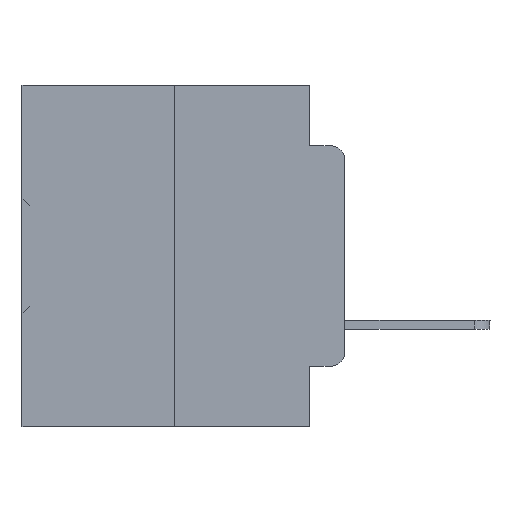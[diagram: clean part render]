
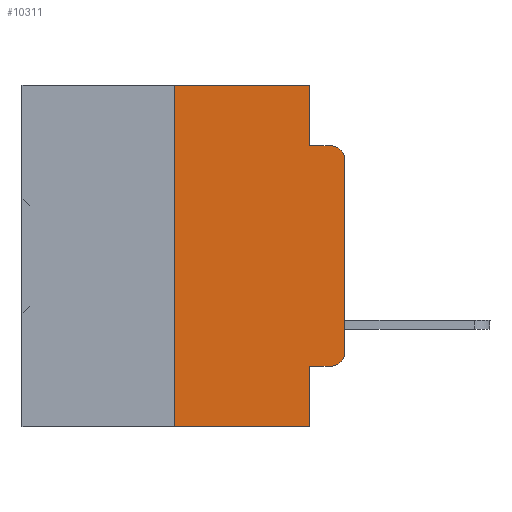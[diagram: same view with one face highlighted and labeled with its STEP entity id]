
A CAD part, left-side view. The second image highlights one B-rep face of the part: STEP entity #10311.
In plain terms, the highlighted planar face has unit normal (-1, 0, 0).
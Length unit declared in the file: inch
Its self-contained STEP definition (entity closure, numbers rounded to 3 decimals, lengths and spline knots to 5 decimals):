
#108 = CARTESIAN_POINT ( 'NONE',  ( 0., 0.473, -0.5 ) ) ;
#829 = CARTESIAN_POINT ( 'NONE',  ( 0., 0.051, 0. ) ) ;
#3394 = LINE ( 'NONE', #34883, #30813 ) ;
#3922 = EDGE_CURVE ( 'NONE', #4381, #25457, #26547, .T. ) ;
#4308 = CARTESIAN_POINT ( 'NONE',  ( 0., 0.051, 0. ) ) ;
#4381 = VERTEX_POINT ( 'NONE', #31990 ) ;
#4543 = EDGE_CURVE ( 'NONE', #22898, #15022, #24036, .T. ) ;
#4863 = LINE ( 'NONE', #24016, #8507 ) ;
#4882 = CARTESIAN_POINT ( 'NONE',  ( 0., 0.473, 0. ) ) ;
#5003 = DIRECTION ( 'NONE',  ( 0., 0., -1. ) ) ;
#5014 = CARTESIAN_POINT ( 'NONE',  ( 0., 0.473, 0. ) ) ;
#5134 = DIRECTION ( 'NONE',  ( 1., 0., 0. ) ) ;
#5476 = CARTESIAN_POINT ( 'NONE',  ( 0., 0.25, 0. ) ) ;
#5591 = ORIENTED_EDGE ( 'NONE', *, *, #23165, .T. ) ;
#6409 = EDGE_CURVE ( 'NONE', #8666, #9456, #12923, .T. ) ;
#8507 = VECTOR ( 'NONE', #35485, 39.37008 ) ;
#8666 = VERTEX_POINT ( 'NONE', #27919 ) ;
#8753 = VECTOR ( 'NONE', #21210, 39.37008 ) ;
#8823 = ORIENTED_EDGE ( 'NONE', *, *, #6409, .F. ) ;
#9456 = VERTEX_POINT ( 'NONE', #4308 ) ;
#9568 = ORIENTED_EDGE ( 'NONE', *, *, #16065, .F. ) ;
#10220 = VERTEX_POINT ( 'NONE', #31199 ) ;
#10311 = ADVANCED_FACE ( 'NONE', ( #14466 ), #31459, .F. ) ;
#12445 = DIRECTION ( 'NONE',  ( 0., 0., 1. ) ) ;
#12463 = AXIS2_PLACEMENT_3D ( 'NONE', #18530, #18657, #24525 ) ;
#12923 = LINE ( 'NONE', #5014, #30713 ) ;
#13239 = CARTESIAN_POINT ( 'NONE',  ( 0., 0.051, -0.0885 ) ) ;
#13352 = DIRECTION ( 'NONE',  ( 0., 0., -1. ) ) ;
#13967 = ORIENTED_EDGE ( 'NONE', *, *, #24093, .T. ) ;
#14092 = CARTESIAN_POINT ( 'NONE',  ( 0., 0.051, -0.0885 ) ) ;
#14288 = DIRECTION ( 'NONE',  ( 0., 0., 1. ) ) ;
#14466 = FACE_OUTER_BOUND ( 'NONE', #26349, .T. ) ;
#14737 = VECTOR ( 'NONE', #31964, 39.37008 ) ;
#15022 = VERTEX_POINT ( 'NONE', #35687 ) ;
#15407 = EDGE_CURVE ( 'NONE', #35601, #25457, #16088, .T. ) ;
#15897 = LINE ( 'NONE', #16428, #25019 ) ;
#15982 = ORIENTED_EDGE ( 'NONE', *, *, #15407, .F. ) ;
#16065 = EDGE_CURVE ( 'NONE', #24459, #8666, #19244, .T. ) ;
#16088 = LINE ( 'NONE', #14092, #14737 ) ;
#16196 = ORIENTED_EDGE ( 'NONE', *, *, #26557, .F. ) ;
#16428 = CARTESIAN_POINT ( 'NONE',  ( 0., 0.051, 0. ) ) ;
#17270 = DIRECTION ( 'NONE',  ( -1., 0., 0. ) ) ;
#17386 = DIRECTION ( 'NONE',  ( 0., 0., -1. ) ) ;
#18471 = EDGE_CURVE ( 'NONE', #9456, #35601, #26968, .T. ) ;
#18530 = CARTESIAN_POINT ( 'NONE',  ( 0., 0.02, -0.1085 ) ) ;
#18657 = DIRECTION ( 'NONE',  ( -1., 0., 0. ) ) ;
#19244 = LINE ( 'NONE', #5476, #35688 ) ;
#20073 = CARTESIAN_POINT ( 'NONE',  ( 0., 0.02, -0.3915 ) ) ;
#20991 = ORIENTED_EDGE ( 'NONE', *, *, #3922, .T. ) ;
#21210 = DIRECTION ( 'NONE',  ( 0., -1., 0. ) ) ;
#22775 = ORIENTED_EDGE ( 'NONE', *, *, #4543, .T. ) ;
#22898 = VERTEX_POINT ( 'NONE', #28481 ) ;
#23165 = EDGE_CURVE ( 'NONE', #10220, #22898, #4863, .T. ) ;
#23842 = AXIS2_PLACEMENT_3D ( 'NONE', #4882, #5134, #5003 ) ;
#24016 = CARTESIAN_POINT ( 'NONE',  ( 0., 0.051, -0.4115 ) ) ;
#24036 = CIRCLE ( 'NONE', #32496, 0.02 ) ;
#24093 = EDGE_CURVE ( 'NONE', #15022, #4381, #3394, .T. ) ;
#24459 = VERTEX_POINT ( 'NONE', #33964 ) ;
#24511 = CARTESIAN_POINT ( 'NONE',  ( 0., 0.02, -0.0885 ) ) ;
#24525 = DIRECTION ( 'NONE',  ( 0., 0., -1. ) ) ;
#24594 = DIRECTION ( 'NONE',  ( 0., 0., -1. ) ) ;
#24774 = LINE ( 'NONE', #108, #8753 ) ;
#24807 = ORIENTED_EDGE ( 'NONE', *, *, #36589, .T. ) ;
#25019 = VECTOR ( 'NONE', #13352, 39.37008 ) ;
#25457 = VERTEX_POINT ( 'NONE', #24511 ) ;
#25958 = CARTESIAN_POINT ( 'NONE',  ( 0., 0.051, -0.5 ) ) ;
#26044 = VECTOR ( 'NONE', #24594, 39.37008 ) ;
#26349 = EDGE_LOOP ( 'NONE', ( #13967, #20991, #15982, #27695, #8823, #9568, #24807, #16196, #5591, #22775 ) ) ;
#26547 = CIRCLE ( 'NONE', #12463, 0.02 ) ;
#26557 = EDGE_CURVE ( 'NONE', #10220, #30416, #15897, .T. ) ;
#26968 = LINE ( 'NONE', #829, #26044 ) ;
#27695 = ORIENTED_EDGE ( 'NONE', *, *, #18471, .F. ) ;
#27919 = CARTESIAN_POINT ( 'NONE',  ( 0., 0.25, 0. ) ) ;
#28481 = CARTESIAN_POINT ( 'NONE',  ( 0., 0.02, -0.4115 ) ) ;
#30416 = VERTEX_POINT ( 'NONE', #25958 ) ;
#30713 = VECTOR ( 'NONE', #31344, 39.37008 ) ;
#30813 = VECTOR ( 'NONE', #12445, 39.37008 ) ;
#31199 = CARTESIAN_POINT ( 'NONE',  ( 0., 0.051, -0.4115 ) ) ;
#31344 = DIRECTION ( 'NONE',  ( 0., -1., 0. ) ) ;
#31459 = PLANE ( 'NONE',  #23842 ) ;
#31964 = DIRECTION ( 'NONE',  ( 0., -1., 0. ) ) ;
#31990 = CARTESIAN_POINT ( 'NONE',  ( 0., 0., -0.1085 ) ) ;
#32496 = AXIS2_PLACEMENT_3D ( 'NONE', #20073, #17270, #17386 ) ;
#33964 = CARTESIAN_POINT ( 'NONE',  ( 0., 0.25, -0.5 ) ) ;
#34883 = CARTESIAN_POINT ( 'NONE',  ( 0., 0., 0. ) ) ;
#35485 = DIRECTION ( 'NONE',  ( 0., -1., 0. ) ) ;
#35601 = VERTEX_POINT ( 'NONE', #13239 ) ;
#35687 = CARTESIAN_POINT ( 'NONE',  ( 0., 0., -0.3915 ) ) ;
#35688 = VECTOR ( 'NONE', #14288, 39.37008 ) ;
#36589 = EDGE_CURVE ( 'NONE', #24459, #30416, #24774, .T. ) ;
